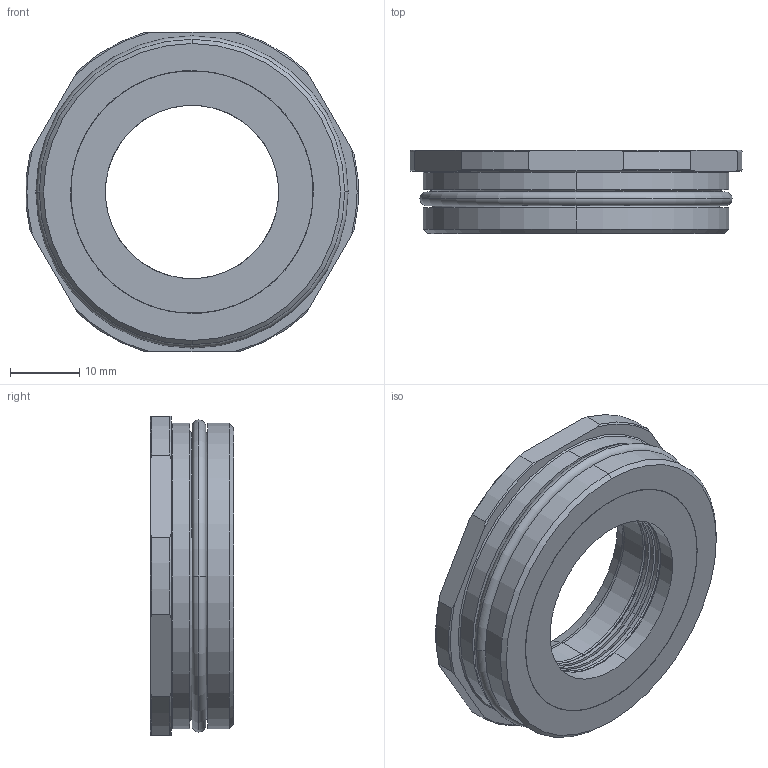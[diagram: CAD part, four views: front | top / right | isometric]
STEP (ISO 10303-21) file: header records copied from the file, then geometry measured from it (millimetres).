
FILE_DESCRIPTION (( 'STEP AP214' ), '1' );
FILE_NAME ('SB254446.STEP', '2013-06-26T07:36:20', ( '' ), ( '' ), 'SwSTEP 2.0', 'SolidWorks 2011', '' );
FILE_SCHEMA (( 'AUTOMOTIVE_DESIGN' ));
Length unit declared in the file: millimetre
Products named in the file (5): SB254446; JT40x2; 9SB25; tapa 9SB25; tg25
Assembly tree (4 placements, depth 2):
  SB254446
    tapa 9SB25
    tg25
    JT40x2
    9SB25
Bounding box: 47.85 x 12 x 46 mm (x, y, z)
Volume: 12670 mm3; surface area: 9154.4 mm2
Topology: 4 solids, 4 shells, 111 faces, 244 edges, 150 vertices
Faces by surface type: cylinder 42, cone 24, plane 23, torus 22
Entity records: 3364 total; most frequent: DIRECTION 604, CARTESIAN_POINT 584, ORIENTED_EDGE 488, AXIS2_PLACEMENT_3D 266, EDGE_CURVE 244, VERTEX_POINT 150, CIRCLE 148, EDGE_LOOP 128
